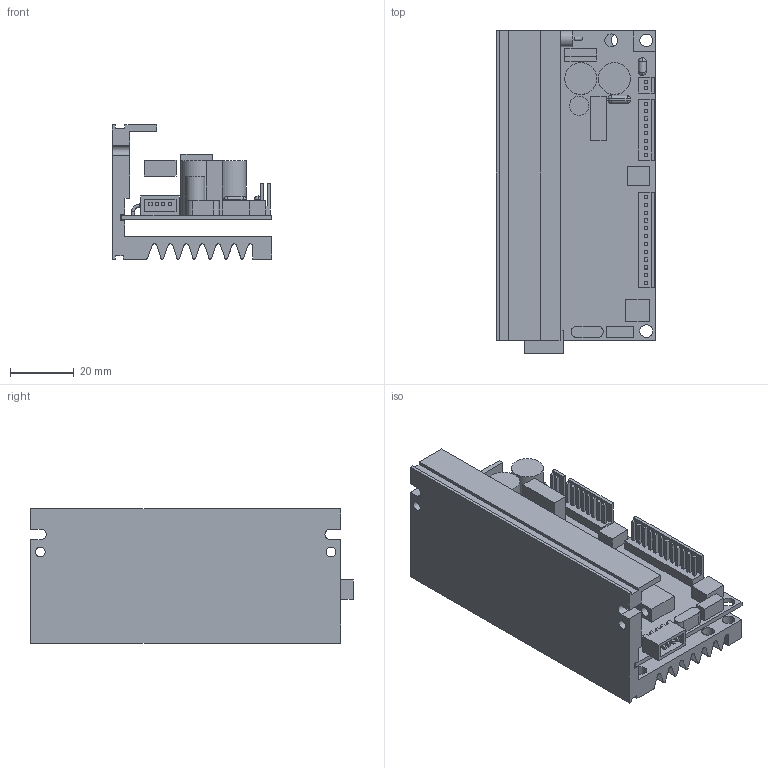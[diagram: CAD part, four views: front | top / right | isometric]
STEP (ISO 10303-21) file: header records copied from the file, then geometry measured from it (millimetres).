
FILE_DESCRIPTION((''),'2;1');
FILE_NAME('GUL ASS''Y.stp','2015-03-03T15:36:14',('AHN'),(''),'Autodesk Inventor 2012','Autodesk Inventor 2012','');
FILE_SCHEMA(('CONFIG_CONTROL_DESIGN'));
Length unit declared in the file: millimetre
Products named in the file (3): GUL ASS'Y; GUL 외형; GUL PCB
Assembly tree (2 placements, depth 2):
  GUL ASS'Y
    GUL 외형
    GUL PCB
Bounding box: 50 x 101 x 42 mm (x, y, z)
Volume: 61486.2 mm3; surface area: 44675.4 mm2
Topology: 3 solids, 3 shells, 365 faces, 938 edges, 614 vertices
Faces by surface type: plane 300, cylinder 55, sphere 4, bspline 4, torus 2
Full cylindrical faces by diameter (mm): 1 x4, 3 x4, 4 x8, 5 x1, 6 x1, 10 x2
Entity records: 11097 total; most frequent: CARTESIAN_POINT 2117, ORIENTED_EDGE 1814, DIRECTION 1745, EDGE_CURVE 907, VECTOR 781, LINE 781, VERTEX_POINT 610, AXIS2_PLACEMENT_3D 482
